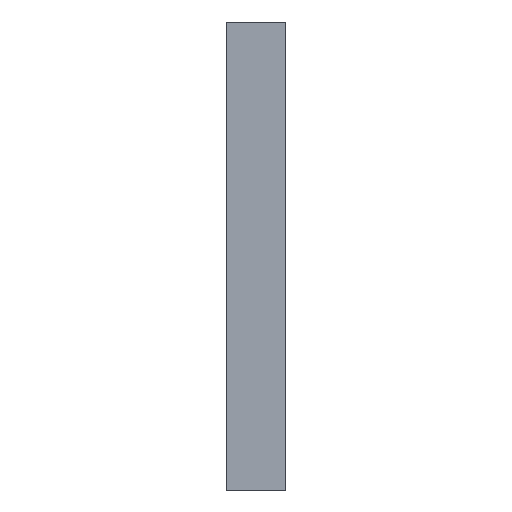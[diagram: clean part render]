
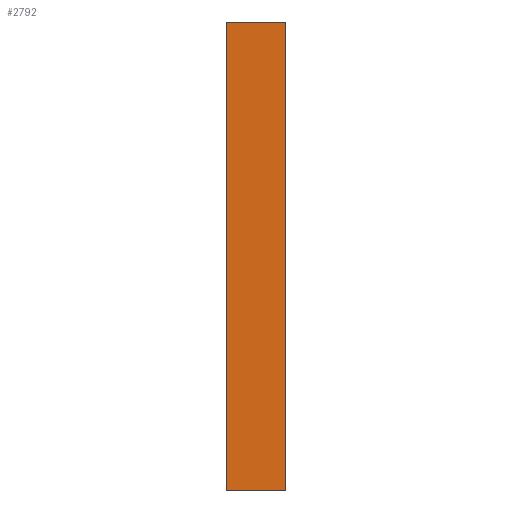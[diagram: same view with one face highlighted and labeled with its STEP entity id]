
A CAD part, front view. The second image highlights one B-rep face of the part: STEP entity #2792.
In plain terms, the highlighted planar face has unit normal (0, -1, 0).
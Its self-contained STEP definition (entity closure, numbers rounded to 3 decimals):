
#9 = EDGE_CURVE ( 'NONE', #1082, #1025, #3344, .T. ) ;
#189 = VECTOR ( 'NONE', #1875, 1000. ) ;
#206 = CARTESIAN_POINT ( 'NONE',  ( -125., 0., 1000. ) ) ;
#248 = DIRECTION ( 'NONE',  ( -1., 0., 0. ) ) ;
#249 = CARTESIAN_POINT ( 'NONE',  ( 125., 0., 1000. ) ) ;
#265 = EDGE_CURVE ( 'NONE', #2654, #2519, #1140, .T. ) ;
#288 = VERTEX_POINT ( 'NONE', #1088 ) ;
#332 = LINE ( 'NONE', #249, #997 ) ;
#351 = EDGE_CURVE ( 'NONE', #1025, #2475, #946, .T. ) ;
#357 = ORIENTED_EDGE ( 'NONE', *, *, #2604, .F. ) ;
#365 = PLANE ( 'NONE',  #3481 ) ;
#374 = DIRECTION ( 'NONE',  ( 1., 0., 0. ) ) ;
#399 = VECTOR ( 'NONE', #2455, 1000. ) ;
#426 = ORIENTED_EDGE ( 'NONE', *, *, #1964, .F. ) ;
#434 = EDGE_LOOP ( 'NONE', ( #3119, #2953, #426, #2198, #357, #3051, #659, #634 ) ) ;
#464 = DIRECTION ( 'NONE',  ( 1., 0., 0. ) ) ;
#492 = CARTESIAN_POINT ( 'NONE',  ( -123.4, 0., 1000. ) ) ;
#498 = LINE ( 'NONE', #3292, #2620 ) ;
#571 = CARTESIAN_POINT ( 'NONE',  ( -123.4, 0., -1000. ) ) ;
#634 = ORIENTED_EDGE ( 'NONE', *, *, #826, .F. ) ;
#659 = ORIENTED_EDGE ( 'NONE', *, *, #351, .T. ) ;
#671 = LINE ( 'NONE', #1913, #3964 ) ;
#809 = CARTESIAN_POINT ( 'NONE',  ( -125., 0., -1000. ) ) ;
#826 = EDGE_CURVE ( 'NONE', #2472, #2475, #3714, .T. ) ;
#946 = LINE ( 'NONE', #1835, #189 ) ;
#987 = DIRECTION ( 'NONE',  ( 0., 1., 0. ) ) ;
#997 = VECTOR ( 'NONE', #3977, 1000. ) ;
#1025 = VERTEX_POINT ( 'NONE', #206 ) ;
#1082 = VERTEX_POINT ( 'NONE', #492 ) ;
#1088 = CARTESIAN_POINT ( 'NONE',  ( 123.4, 0., 1000. ) ) ;
#1110 = DIRECTION ( 'NONE',  ( 1., 0., 0. ) ) ;
#1140 = LINE ( 'NONE', #2389, #2977 ) ;
#1530 = VECTOR ( 'NONE', #1110, 1000. ) ;
#1805 = CARTESIAN_POINT ( 'NONE',  ( -125., 0., 1000. ) ) ;
#1825 = CARTESIAN_POINT ( 'NONE',  ( -125., 0., -1000. ) ) ;
#1835 = CARTESIAN_POINT ( 'NONE',  ( -125., 0., 1000. ) ) ;
#1875 = DIRECTION ( 'NONE',  ( 0., 0., -1. ) ) ;
#1897 = EDGE_CURVE ( 'NONE', #288, #2568, #498, .T. ) ;
#1913 = CARTESIAN_POINT ( 'NONE',  ( -125., 0., 1000. ) ) ;
#1939 = CARTESIAN_POINT ( 'NONE',  ( 125., 0., -1000. ) ) ;
#1964 = EDGE_CURVE ( 'NONE', #2568, #2519, #332, .T. ) ;
#2054 = LINE ( 'NONE', #809, #1530 ) ;
#2198 = ORIENTED_EDGE ( 'NONE', *, *, #1897, .F. ) ;
#2214 = CARTESIAN_POINT ( 'NONE',  ( -125., 0., 1000. ) ) ;
#2294 = FACE_OUTER_BOUND ( 'NONE', #434, .T. ) ;
#2389 = CARTESIAN_POINT ( 'NONE',  ( 125., 0., -1000. ) ) ;
#2455 = DIRECTION ( 'NONE',  ( -1., 0., 0. ) ) ;
#2472 = VERTEX_POINT ( 'NONE', #571 ) ;
#2475 = VERTEX_POINT ( 'NONE', #1825 ) ;
#2519 = VERTEX_POINT ( 'NONE', #1939 ) ;
#2541 = CARTESIAN_POINT ( 'NONE',  ( 125., 0., 1000. ) ) ;
#2568 = VERTEX_POINT ( 'NONE', #2541 ) ;
#2574 = DIRECTION ( 'NONE',  ( -1., 0., 0. ) ) ;
#2604 = EDGE_CURVE ( 'NONE', #1082, #288, #671, .T. ) ;
#2620 = VECTOR ( 'NONE', #3879, 1000. ) ;
#2654 = VERTEX_POINT ( 'NONE', #3380 ) ;
#2792 = ADVANCED_FACE ( 'NONE', ( #2294 ), #365, .F. ) ;
#2953 = ORIENTED_EDGE ( 'NONE', *, *, #265, .T. ) ;
#2977 = VECTOR ( 'NONE', #464, 1000. ) ;
#3047 = CARTESIAN_POINT ( 'NONE',  ( -125., 0., -1000. ) ) ;
#3051 = ORIENTED_EDGE ( 'NONE', *, *, #9, .T. ) ;
#3119 = ORIENTED_EDGE ( 'NONE', *, *, #3329, .T. ) ;
#3292 = CARTESIAN_POINT ( 'NONE',  ( -125., 0., 1000. ) ) ;
#3329 = EDGE_CURVE ( 'NONE', #2472, #2654, #2054, .T. ) ;
#3344 = LINE ( 'NONE', #1805, #399 ) ;
#3380 = CARTESIAN_POINT ( 'NONE',  ( 123.4, 0., -1000. ) ) ;
#3481 = AXIS2_PLACEMENT_3D ( 'NONE', #2214, #987, #2574 ) ;
#3714 = LINE ( 'NONE', #3047, #3930 ) ;
#3879 = DIRECTION ( 'NONE',  ( 1., 0., 0. ) ) ;
#3930 = VECTOR ( 'NONE', #248, 1000. ) ;
#3964 = VECTOR ( 'NONE', #374, 1000. ) ;
#3977 = DIRECTION ( 'NONE',  ( 0., 0., -1. ) ) ;
